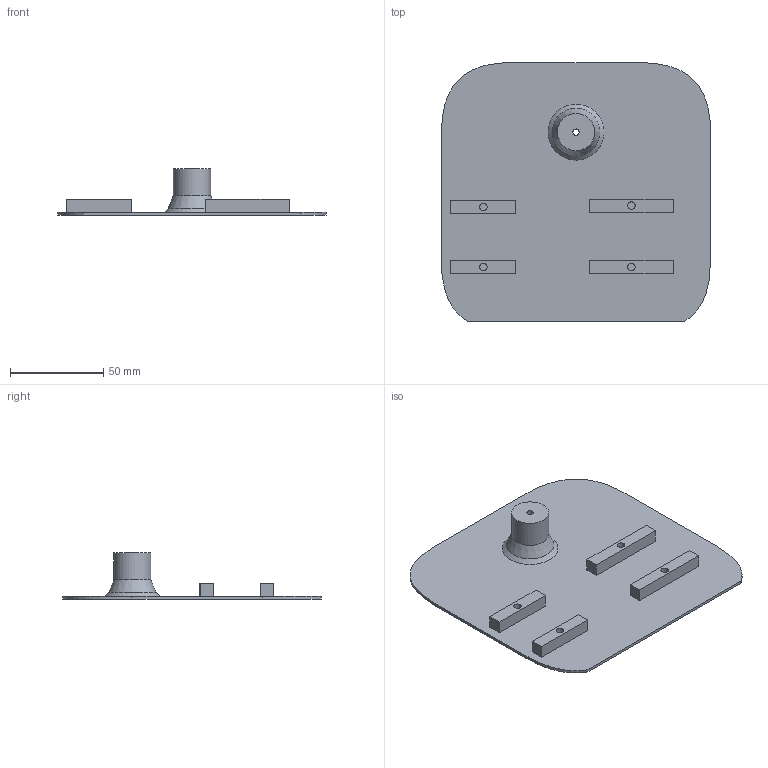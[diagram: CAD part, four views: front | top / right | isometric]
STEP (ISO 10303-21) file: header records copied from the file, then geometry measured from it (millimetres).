
FILE_DESCRIPTION(/* description */ ('STEP AP242','CAx-IF Rec.Pracs.---Representation and Presentation of Product Manufacturing Information (PMI)---4.0---2014-10-13','CAx-IF Rec.Pracs.---3D Tessellated Geometry---0.4---2014-09-14','2;1'),/* implementation_level */ '2;1');
FILE_NAME(/* name */ '65a19e120e72f5023a7c1c83',/* time_stamp */ '2024-01-12T20:16:19Z',/* author */ (''),/* organization */ (''),/* preprocessor_version */ 'ST-DEVELOPER v19.4',/* originating_system */ ' ',/* authorisation */ ' ');
FILE_SCHEMA (('AP242_MANAGED_MODEL_BASED_3D_ENGINEERING_MIM_LF { 1 0 10303 442 1 1 4 }'));
Length unit declared in the file: metre
Products named in the file (1): Backplate
Bounding box: 144.5 x 139 x 25 mm (x, y, z)
Volume: 44564.6 mm3; surface area: 44337.2 mm2
Topology: 1 solids, 1 shells, 45 faces, 100 edges, 67 vertices
Faces by surface type: plane 32, cylinder 7, bspline 4, cone 2
Full cylindrical faces by diameter (mm): 3.4 x1, 4 x4, 6.5 x1, 20 x1
Entity records: 1452 total; most frequent: CARTESIAN_POINT 486, DIRECTION 180, ORIENTED_EDGE 176, EDGE_CURVE 88, EDGE_LOOP 66, FACE_BOUND 66, VERTEX_POINT 64, LINE 64
